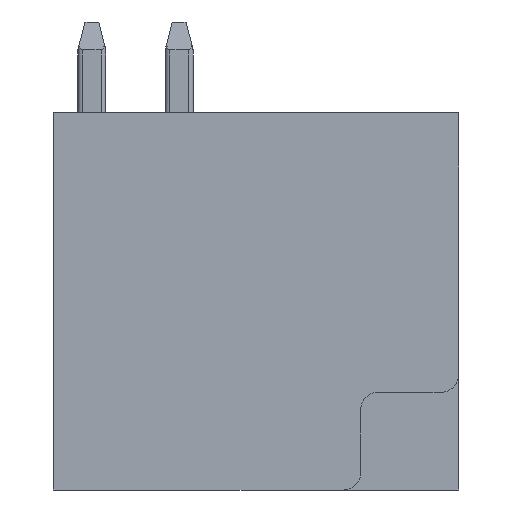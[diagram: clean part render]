
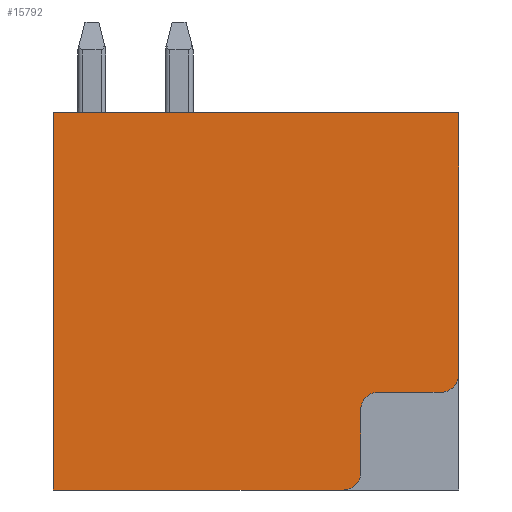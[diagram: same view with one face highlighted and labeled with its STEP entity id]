
A CAD part, front view. The second image highlights one B-rep face of the part: STEP entity #15792.
In plain terms, the highlighted planar face has unit normal (0, -1, 0).
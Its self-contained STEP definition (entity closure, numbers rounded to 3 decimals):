
#1719=CARTESIAN_POINT('',(2.806,-42.,-6.124));
#1720=DIRECTION('',(0.,-1.,0.));
#1721=DIRECTION('',(0.,0.,-1.));
#1722=AXIS2_PLACEMENT_3D('',#1719,#1720,#1721);
#1724=DIRECTION('',(-1.,0.,0.));
#1725=VECTOR('',#1724,8.3);
#1726=CARTESIAN_POINT('',(2.806,-42.,-6.624));
#1727=LINE('',#1726,#1725);
#1728=DIRECTION('',(0.,0.,1.));
#1729=VECTOR('',#1728,10.8);
#1730=CARTESIAN_POINT('',(-5.494,-42.,-6.624));
#1731=LINE('',#1730,#1729);
#1732=DIRECTION('',(1.,0.,0.));
#1733=VECTOR('',#1732,11.6);
#1734=CARTESIAN_POINT('',(-5.494,-42.,4.176));
#1735=LINE('',#1734,#1733);
#1736=DIRECTION('',(0.,0.,-1.));
#1737=VECTOR('',#1736,7.5);
#1738=CARTESIAN_POINT('',(6.106,-42.,4.176));
#1739=LINE('',#1738,#1737);
#1740=CARTESIAN_POINT('',(5.606,-42.,-3.324));
#1741=DIRECTION('',(0.,-1.,0.));
#1742=DIRECTION('',(0.,0.,-1.));
#1743=AXIS2_PLACEMENT_3D('',#1740,#1741,#1742);
#1745=DIRECTION('',(-1.,0.,0.));
#1746=VECTOR('',#1745,1.8);
#1747=CARTESIAN_POINT('',(5.606,-42.,-3.824));
#1748=LINE('',#1747,#1746);
#1749=DIRECTION('',(0.,0.,1.));
#1750=VECTOR('',#1749,1.8);
#1751=CARTESIAN_POINT('',(3.306,-42.,-6.124));
#1752=LINE('',#1751,#1750);
#1770=CARTESIAN_POINT('',(3.806,-42.,-4.324));
#1771=DIRECTION('',(0.,1.,0.));
#1772=DIRECTION('',(-1.,0.,0.));
#1773=AXIS2_PLACEMENT_3D('',#1770,#1771,#1772);
#11755=CARTESIAN_POINT('',(-5.494,-42.,-6.624));
#11756=CARTESIAN_POINT('',(-5.494,-42.,4.176));
#11757=VERTEX_POINT('',#11755);
#11758=VERTEX_POINT('',#11756);
#11759=CARTESIAN_POINT('',(6.106,-42.,4.176));
#11760=VERTEX_POINT('',#11759);
#11793=CARTESIAN_POINT('',(3.306,-42.,-4.324));
#11794=VERTEX_POINT('',#11793);
#11795=CARTESIAN_POINT('',(3.806,-42.,-3.824));
#11796=VERTEX_POINT('',#11795);
#11797=CARTESIAN_POINT('',(2.806,-42.,-6.624));
#11798=CARTESIAN_POINT('',(3.306,-42.,-6.124));
#11799=VERTEX_POINT('',#11797);
#11800=VERTEX_POINT('',#11798);
#11805=CARTESIAN_POINT('',(5.606,-42.,-3.824));
#11807=VERTEX_POINT('',#11805);
#11809=CARTESIAN_POINT('',(6.106,-42.,-3.324));
#11810=VERTEX_POINT('',#11809);
#15771=CARTESIAN_POINT('',(0.,-42.,0.));
#15772=DIRECTION('',(0.,1.,0.));
#15773=DIRECTION('',(1.,0.,0.));
#15774=AXIS2_PLACEMENT_3D('',#15771,#15772,#15773);
#15775=PLANE('',#15774);
#15777=ORIENTED_EDGE('',*,*,#15776,.F.);
#15778=ORIENTED_EDGE('',*,*,#15373,.T.);
#15779=ORIENTED_EDGE('',*,*,#15392,.T.);
#15780=ORIENTED_EDGE('',*,*,#15405,.T.);
#15781=ORIENTED_EDGE('',*,*,#14688,.T.);
#15783=ORIENTED_EDGE('',*,*,#15782,.F.);
#15785=ORIENTED_EDGE('',*,*,#15784,.T.);
#15787=ORIENTED_EDGE('',*,*,#15786,.F.);
#15789=ORIENTED_EDGE('',*,*,#15788,.F.);
#15790=EDGE_LOOP('',(#15777,#15778,#15779,#15780,#15781,#15783,#15785,#15787,
#15789));
#15791=FACE_OUTER_BOUND('',#15790,.F.);
#15792=ADVANCED_FACE('',(#15791),#15775,.F.);
#1723=CIRCLE('',#1722,0.5);
#1744=CIRCLE('',#1743,0.5);
#1774=CIRCLE('',#1773,0.5);
#14688=EDGE_CURVE('',#11760,#11810,#1739,.T.);
#15373=EDGE_CURVE('',#11799,#11757,#1727,.T.);
#15392=EDGE_CURVE('',#11757,#11758,#1731,.T.);
#15405=EDGE_CURVE('',#11758,#11760,#1735,.T.);
#15776=EDGE_CURVE('',#11799,#11800,#1723,.T.);
#15782=EDGE_CURVE('',#11807,#11810,#1744,.T.);
#15784=EDGE_CURVE('',#11807,#11796,#1748,.T.);
#15786=EDGE_CURVE('',#11794,#11796,#1774,.T.);
#15788=EDGE_CURVE('',#11800,#11794,#1752,.T.);
